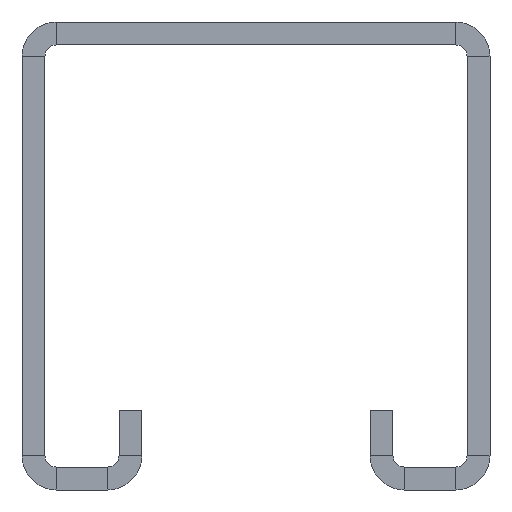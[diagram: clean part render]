
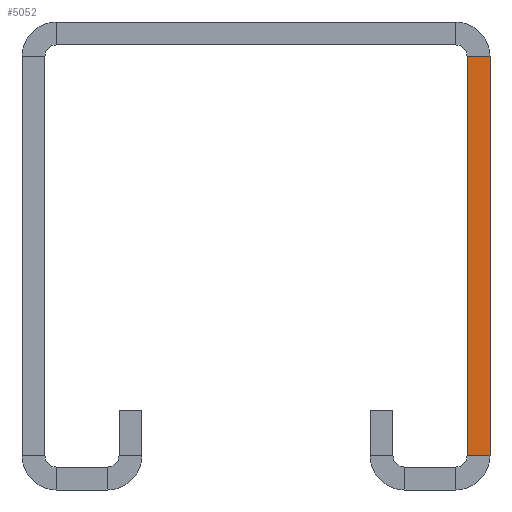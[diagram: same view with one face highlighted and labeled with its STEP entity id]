
A CAD part, front view. The second image highlights one B-rep face of the part: STEP entity #5052.
In plain terms, the highlighted planar face has unit normal (0, -1, 0).
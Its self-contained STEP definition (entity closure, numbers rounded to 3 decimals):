
#473=DIRECTION('',(-1.,0.,0.));
#474=VECTOR('',#473,2.);
#475=CARTESIAN_POINT('',(20.5,-500.,-17.5));
#476=LINE('',#475,#474);
#477=DIRECTION('',(0.,0.,-1.));
#478=VECTOR('',#477,35.);
#479=CARTESIAN_POINT('',(18.5,-500.,17.5));
#480=LINE('',#479,#478);
#481=DIRECTION('',(0.,0.,-1.));
#482=VECTOR('',#481,35.);
#483=CARTESIAN_POINT('',(20.5,-500.,17.5));
#484=LINE('',#483,#482);
#1273=DIRECTION('',(-1.,0.,0.));
#1274=VECTOR('',#1273,2.);
#1275=CARTESIAN_POINT('',(20.5,-500.,17.5));
#1276=LINE('',#1275,#1274);
#3602=CARTESIAN_POINT('',(20.5,-500.,-17.5));
#3604=VERTEX_POINT('',#3602);
#3614=CARTESIAN_POINT('',(20.5,-500.,17.5));
#3616=VERTEX_POINT('',#3614);
#3650=CARTESIAN_POINT('',(18.5,-500.,-17.5));
#3652=VERTEX_POINT('',#3650);
#3662=CARTESIAN_POINT('',(18.5,-500.,17.5));
#3664=VERTEX_POINT('',#3662);
#5038=CARTESIAN_POINT('',(19.5,-500.,0.));
#5039=DIRECTION('',(0.,-1.,0.));
#5040=DIRECTION('',(0.,0.,-1.));
#5041=AXIS2_PLACEMENT_3D('',#5038,#5039,#5040);
#5042=PLANE('',#5041);
#5044=ORIENTED_EDGE('',*,*,#5043,.T.);
#5046=ORIENTED_EDGE('',*,*,#5045,.F.);
#5048=ORIENTED_EDGE('',*,*,#5047,.F.);
#5049=ORIENTED_EDGE('',*,*,#4829,.T.);
#5050=EDGE_LOOP('',(#5044,#5046,#5048,#5049));
#5051=FACE_OUTER_BOUND('',#5050,.F.);
#5052=ADVANCED_FACE('',(#5051),#5042,.T.);
#4829=EDGE_CURVE('',#3616,#3604,#484,.T.);
#5043=EDGE_CURVE('',#3604,#3652,#476,.T.);
#5045=EDGE_CURVE('',#3664,#3652,#480,.T.);
#5047=EDGE_CURVE('',#3616,#3664,#1276,.T.);
